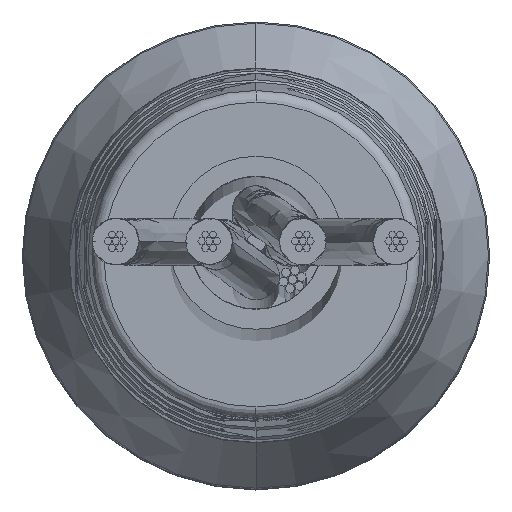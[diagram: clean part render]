
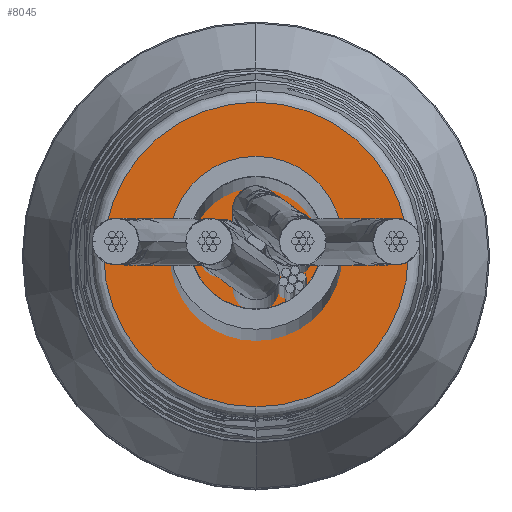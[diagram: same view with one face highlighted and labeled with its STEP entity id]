
A CAD part, top view. The second image highlights one B-rep face of the part: STEP entity #8045.
In plain terms, the highlighted face is planar.
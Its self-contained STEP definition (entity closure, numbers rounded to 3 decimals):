
#1773 = VERTEX_POINT ( 'NONE', #17999 ) ;
#2116 = CARTESIAN_POINT ( 'NONE',  ( 0., 0., 0. ) ) ;
#2643 = AXIS2_PLACEMENT_3D ( 'NONE', #22057, #11767, #13497 ) ;
#4420 = ORIENTED_EDGE ( 'NONE', *, *, #8502, .T. ) ;
#4471 = CIRCLE ( 'NONE', #12190, 3.26 ) ;
#4878 = EDGE_LOOP ( 'NONE', ( #4420, #20859 ) ) ;
#5909 = EDGE_CURVE ( 'NONE', #17282, #1773, #11539, .T. ) ;
#6264 = DIRECTION ( 'NONE',  ( 0., 0., -1. ) ) ;
#8045 = ADVANCED_FACE ( 'NONE', ( #20621 ), #10063, .T. ) ;
#8502 = EDGE_CURVE ( 'NONE', #1773, #17282, #4471, .T. ) ;
#8715 = CARTESIAN_POINT ( 'NONE',  ( 0., 0., 3.26 ) ) ;
#10063 = PLANE ( 'NONE',  #2643 ) ;
#10568 = DIRECTION ( 'NONE',  ( 0., 0., -1. ) ) ;
#11539 = CIRCLE ( 'NONE', #15983, 3.26 ) ;
#11767 = DIRECTION ( 'NONE',  ( 0., -1., 0. ) ) ;
#12190 = AXIS2_PLACEMENT_3D ( 'NONE', #16548, #16470, #6264 ) ;
#13497 = DIRECTION ( 'NONE',  ( 0., 0., -1. ) ) ;
#15983 = AXIS2_PLACEMENT_3D ( 'NONE', #2116, #17384, #10568 ) ;
#16470 = DIRECTION ( 'NONE',  ( 0., -1., 0. ) ) ;
#16548 = CARTESIAN_POINT ( 'NONE',  ( 0., 0., 0. ) ) ;
#17282 = VERTEX_POINT ( 'NONE', #8715 ) ;
#17384 = DIRECTION ( 'NONE',  ( 0., -1., 0. ) ) ;
#17999 = CARTESIAN_POINT ( 'NONE',  ( 0., 0., -3.26 ) ) ;
#20621 = FACE_OUTER_BOUND ( 'NONE', #4878, .T. ) ;
#20859 = ORIENTED_EDGE ( 'NONE', *, *, #5909, .T. ) ;
#22057 = CARTESIAN_POINT ( 'NONE',  ( 3.5, 0., 0. ) ) ;
